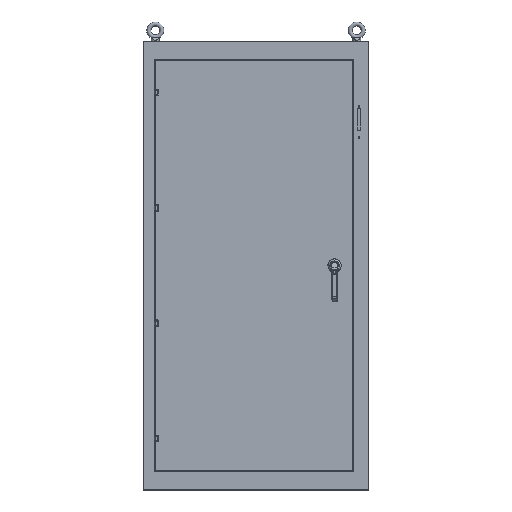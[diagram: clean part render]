
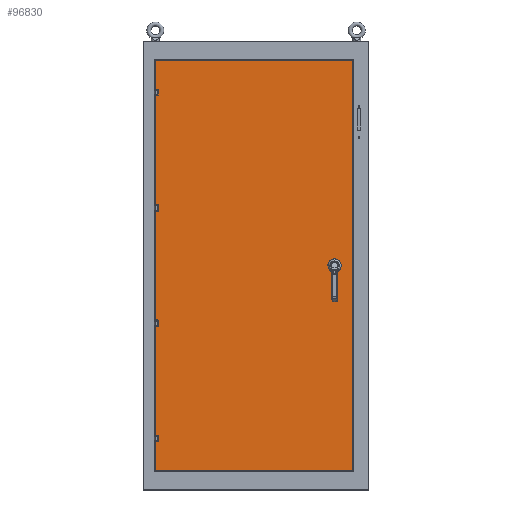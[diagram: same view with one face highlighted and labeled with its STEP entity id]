
A CAD part, top view. The second image highlights one B-rep face of the part: STEP entity #96830.
In plain terms, the highlighted planar face has unit normal (0, 0, 1).
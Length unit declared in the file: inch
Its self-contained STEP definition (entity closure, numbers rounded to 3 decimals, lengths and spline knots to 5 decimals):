
#4552 = EDGE_LOOP ( 'NONE', ( #16634 ) ) ;
#4827 = ORIENTED_EDGE ( 'NONE', *, *, #11541, .T. ) ;
#6857 = DIRECTION ( 'NONE',  ( -1., 0., 0. ) ) ;
#11541 = EDGE_CURVE ( 'NONE', #129975, #98281, #63449, .T. ) ;
#16634 = ORIENTED_EDGE ( 'NONE', *, *, #86757, .T. ) ;
#18637 = DIRECTION ( 'NONE',  ( 0., 0., -1. ) ) ;
#23277 = ORIENTED_EDGE ( 'NONE', *, *, #112804, .T. ) ;
#23639 = DIRECTION ( 'NONE',  ( 0., 1., 0. ) ) ;
#24337 = CARTESIAN_POINT ( 'NONE',  ( 11.90699, 0., 10.058 ) ) ;
#25668 = CARTESIAN_POINT ( 'NONE',  ( -15.23711, 31.1122, 10.058 ) ) ;
#27617 = EDGE_LOOP ( 'NONE', ( #4827, #23277, #95146, #30985 ) ) ;
#29346 = CARTESIAN_POINT ( 'NONE',  ( 11.68553, 0., 10.058 ) ) ;
#29686 = CIRCLE ( 'NONE', #149848, 0.22146 ) ;
#30407 = FACE_BOUND ( 'NONE', #4552, .T. ) ;
#30985 = ORIENTED_EDGE ( 'NONE', *, *, #69389, .T. ) ;
#31776 = CARTESIAN_POINT ( 'NONE',  ( 14.6747, -31.1122, 10.058 ) ) ;
#35774 = VERTEX_POINT ( 'NONE', #31776 ) ;
#39195 = DIRECTION ( 'NONE',  ( -1., 0., 0. ) ) ;
#41111 = VERTEX_POINT ( 'NONE', #29346 ) ;
#47561 = VERTEX_POINT ( 'NONE', #95746 ) ;
#52275 = VECTOR ( 'NONE', #92790, 39.37008 ) ;
#52492 = CARTESIAN_POINT ( 'NONE',  ( -15.23711, -31.1122, 10.058 ) ) ;
#56722 = LINE ( 'NONE', #104568, #52275 ) ;
#58674 = EDGE_CURVE ( 'NONE', #35774, #47561, #95019, .T. ) ;
#63449 = LINE ( 'NONE', #86963, #67291 ) ;
#65008 = DIRECTION ( 'NONE',  ( 0., -1., 0. ) ) ;
#67291 = VECTOR ( 'NONE', #65008, 39.37008 ) ;
#69389 = EDGE_CURVE ( 'NONE', #47561, #129975, #88595, .T. ) ;
#78262 = PLANE ( 'NONE',  #140748 ) ;
#86757 = EDGE_CURVE ( 'NONE', #41111, #41111, #29686, .T. ) ;
#86963 = CARTESIAN_POINT ( 'NONE',  ( -15.23711, 0., 10.058 ) ) ;
#88595 = LINE ( 'NONE', #133278, #95922 ) ;
#92639 = DIRECTION ( 'NONE',  ( 0., 0., -1. ) ) ;
#92790 = DIRECTION ( 'NONE',  ( 1., 0., 0. ) ) ;
#93412 = DIRECTION ( 'NONE',  ( -1., 0., 0. ) ) ;
#95019 = LINE ( 'NONE', #131050, #152119 ) ;
#95146 = ORIENTED_EDGE ( 'NONE', *, *, #58674, .T. ) ;
#95746 = CARTESIAN_POINT ( 'NONE',  ( 14.6747, 31.1122, 10.058 ) ) ;
#95922 = VECTOR ( 'NONE', #39195, 39.37008 ) ;
#96830 = ADVANCED_FACE ( 'NONE', ( #30407, #114301 ), #78262, .F. ) ;
#98281 = VERTEX_POINT ( 'NONE', #52492 ) ;
#104568 = CARTESIAN_POINT ( 'NONE',  ( -0.2812, -31.1122, 10.058 ) ) ;
#112804 = EDGE_CURVE ( 'NONE', #98281, #35774, #56722, .T. ) ;
#114301 = FACE_OUTER_BOUND ( 'NONE', #27617, .T. ) ;
#126062 = CARTESIAN_POINT ( 'NONE',  ( -0.2812, 0., 10.058 ) ) ;
#129975 = VERTEX_POINT ( 'NONE', #25668 ) ;
#131050 = CARTESIAN_POINT ( 'NONE',  ( 14.6747, 0., 10.058 ) ) ;
#133278 = CARTESIAN_POINT ( 'NONE',  ( -0.2812, 31.1122, 10.058 ) ) ;
#140748 = AXIS2_PLACEMENT_3D ( 'NONE', #126062, #18637, #6857 ) ;
#149848 = AXIS2_PLACEMENT_3D ( 'NONE', #24337, #92639, #93412 ) ;
#152119 = VECTOR ( 'NONE', #23639, 39.37008 ) ;
